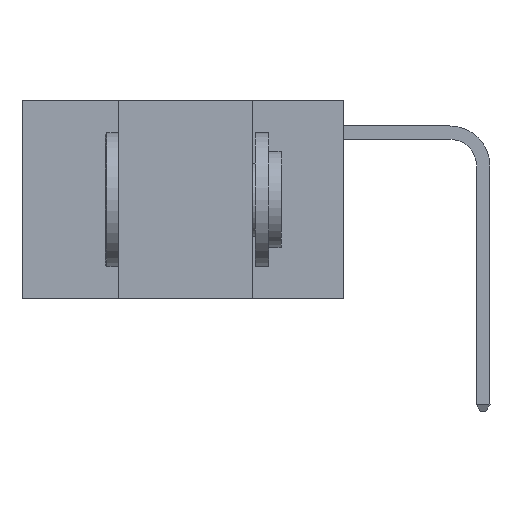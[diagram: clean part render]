
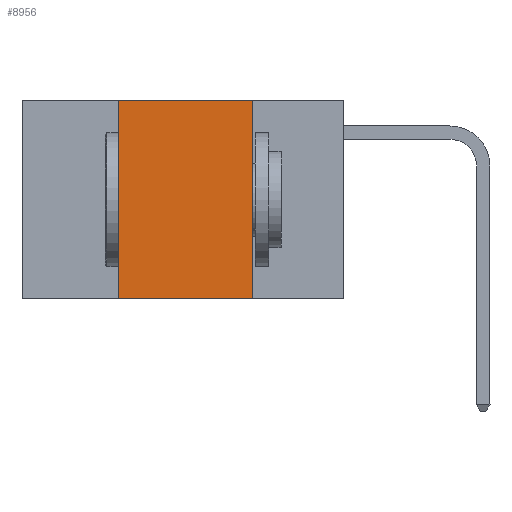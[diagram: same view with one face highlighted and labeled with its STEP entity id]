
A CAD part, left-side view. The second image highlights one B-rep face of the part: STEP entity #8956.
In plain terms, the highlighted planar face has unit normal (-1, 0, 0).
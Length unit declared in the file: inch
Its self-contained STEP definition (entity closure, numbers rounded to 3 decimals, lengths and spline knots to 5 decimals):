
#934 = ORIENTED_EDGE ( 'NONE', *, *, #2277, .F. ) ;
#1195 = VECTOR ( 'NONE', #10257, 39.37008 ) ;
#1828 = LINE ( 'NONE', #10096, #10000 ) ;
#2277 = EDGE_CURVE ( 'NONE', #4610, #11452, #5263, .T. ) ;
#2737 = PLANE ( 'NONE',  #10396 ) ;
#2944 = CARTESIAN_POINT ( 'NONE',  ( 0., 0.6, 0. ) ) ;
#3421 = ORIENTED_EDGE ( 'NONE', *, *, #7446, .F. ) ;
#3913 = DIRECTION ( 'NONE',  ( 0., 0., 1. ) ) ;
#4360 = LINE ( 'NONE', #9198, #1195 ) ;
#4610 = VERTEX_POINT ( 'NONE', #8536 ) ;
#5263 = LINE ( 'NONE', #8202, #10603 ) ;
#5967 = DIRECTION ( 'NONE',  ( 1., 0., 0. ) ) ;
#6005 = EDGE_CURVE ( 'NONE', #9331, #7515, #1828, .T. ) ;
#7187 = CARTESIAN_POINT ( 'NONE',  ( 0., 0.42, 0. ) ) ;
#7446 = EDGE_CURVE ( 'NONE', #11452, #9331, #8908, .T. ) ;
#7498 = CARTESIAN_POINT ( 'NONE',  ( 0., 0.17, -0.37 ) ) ;
#7515 = VERTEX_POINT ( 'NONE', #7498 ) ;
#8202 = CARTESIAN_POINT ( 'NONE',  ( 0., 0.42, 0. ) ) ;
#8536 = CARTESIAN_POINT ( 'NONE',  ( 0., 0.42, -0.37 ) ) ;
#8908 = LINE ( 'NONE', #2944, #11402 ) ;
#8956 = ADVANCED_FACE ( 'NONE', ( #9695 ), #2737, .F. ) ;
#8964 = EDGE_CURVE ( 'NONE', #4610, #7515, #4360, .T. ) ;
#9153 = CARTESIAN_POINT ( 'NONE',  ( 0., 0.6, 0. ) ) ;
#9198 = CARTESIAN_POINT ( 'NONE',  ( 0., 0.6, -0.37 ) ) ;
#9331 = VERTEX_POINT ( 'NONE', #13002 ) ;
#9435 = ORIENTED_EDGE ( 'NONE', *, *, #8964, .T. ) ;
#9695 = FACE_OUTER_BOUND ( 'NONE', #13149, .T. ) ;
#10000 = VECTOR ( 'NONE', #11182, 39.37008 ) ;
#10096 = CARTESIAN_POINT ( 'NONE',  ( 0., 0.17, 0. ) ) ;
#10257 = DIRECTION ( 'NONE',  ( 0., -1., 0. ) ) ;
#10396 = AXIS2_PLACEMENT_3D ( 'NONE', #9153, #5967, #13415 ) ;
#10405 = DIRECTION ( 'NONE',  ( 0., -1., 0. ) ) ;
#10603 = VECTOR ( 'NONE', #3913, 39.37008 ) ;
#11182 = DIRECTION ( 'NONE',  ( 0., 0., -1. ) ) ;
#11267 = ORIENTED_EDGE ( 'NONE', *, *, #6005, .F. ) ;
#11402 = VECTOR ( 'NONE', #10405, 39.37008 ) ;
#11452 = VERTEX_POINT ( 'NONE', #7187 ) ;
#13002 = CARTESIAN_POINT ( 'NONE',  ( 0., 0.17, 0. ) ) ;
#13149 = EDGE_LOOP ( 'NONE', ( #11267, #3421, #934, #9435 ) ) ;
#13415 = DIRECTION ( 'NONE',  ( 0., 0., -1. ) ) ;
